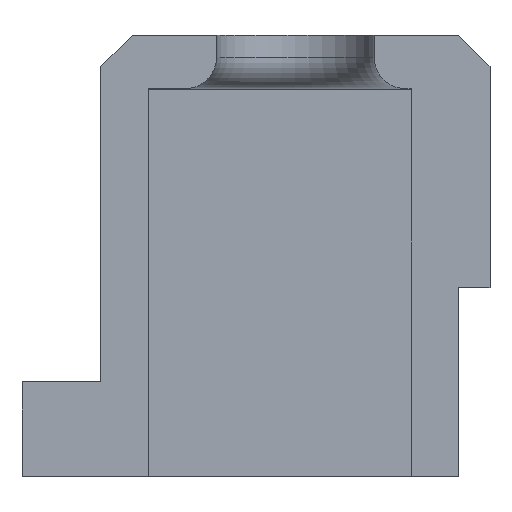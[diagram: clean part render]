
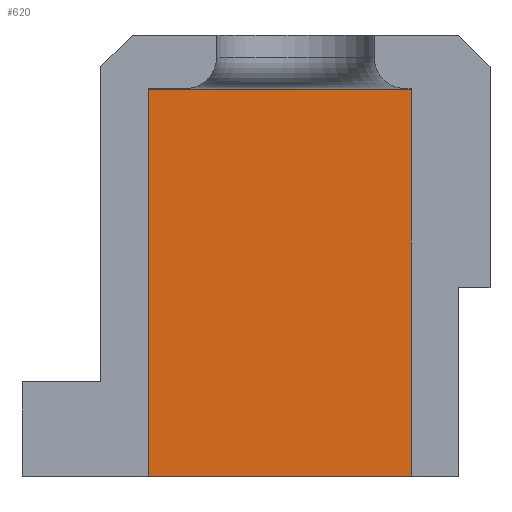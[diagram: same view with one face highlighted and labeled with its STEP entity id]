
A CAD part, top view. The second image highlights one B-rep face of the part: STEP entity #620.
In plain terms, the highlighted planar face has unit normal (0, 0, 1).
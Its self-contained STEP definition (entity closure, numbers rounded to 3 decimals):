
#245=CARTESIAN_POINT('',(21.5,34.5,-46.5));
#246=VERTEX_POINT('',#245);
#253=CARTESIAN_POINT('',(29.85,34.5,-46.5));
#254=VERTEX_POINT('',#253);
#255=CARTESIAN_POINT('',(29.85,34.5,-46.5));
#256=DIRECTION('',(-1.,-0.,0.));
#257=VECTOR('',#256,8.35);
#258=LINE('',#255,#257);
#259=EDGE_CURVE('',#254,#246,#258,.T.);
#275=CARTESIAN_POINT('',(29.85,22.2,-46.5));
#276=VERTEX_POINT('',#275);
#285=CARTESIAN_POINT('',(29.85,34.5,-46.5));
#286=DIRECTION('',(0.,-1.,0.));
#287=VECTOR('',#286,12.3);
#288=LINE('',#285,#287);
#289=EDGE_CURVE('',#254,#276,#288,.T.);
#385=CARTESIAN_POINT('',(21.5,22.2,-46.5));
#386=VERTEX_POINT('',#385);
#393=CARTESIAN_POINT('',(21.5,34.5,-46.5));
#394=DIRECTION('',(0.,-1.,0.));
#395=VECTOR('',#394,12.3);
#396=LINE('',#393,#395);
#397=EDGE_CURVE('',#246,#386,#396,.T.);
#563=CARTESIAN_POINT('',(29.85,22.2,-46.5));
#564=DIRECTION('',(-1.,-0.,0.));
#565=VECTOR('',#564,8.35);
#566=LINE('',#563,#565);
#567=EDGE_CURVE('',#276,#386,#566,.T.);
#609=CARTESIAN_POINT('',(25.675,36.2,-46.5));
#610=DIRECTION('',(0.,0.,1.));
#611=DIRECTION('',(0.,-1.,0.));
#612=AXIS2_PLACEMENT_3D('',#609,#610,#611);
#613=PLANE('',#612);
#614=ORIENTED_EDGE('',*,*,#289,.F.);
#615=ORIENTED_EDGE('',*,*,#259,.T.);
#616=ORIENTED_EDGE('',*,*,#397,.T.);
#617=ORIENTED_EDGE('',*,*,#567,.F.);
#618=EDGE_LOOP('',(#614,#615,#616,#617));
#619=FACE_BOUND('',#618,.T.);
#620=ADVANCED_FACE('',(#619),#613,.T.);
